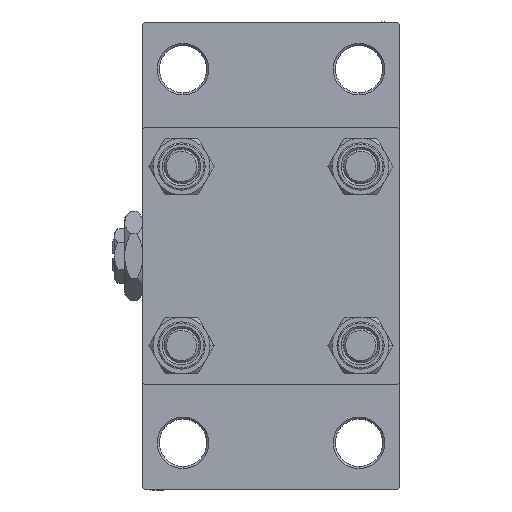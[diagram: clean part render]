
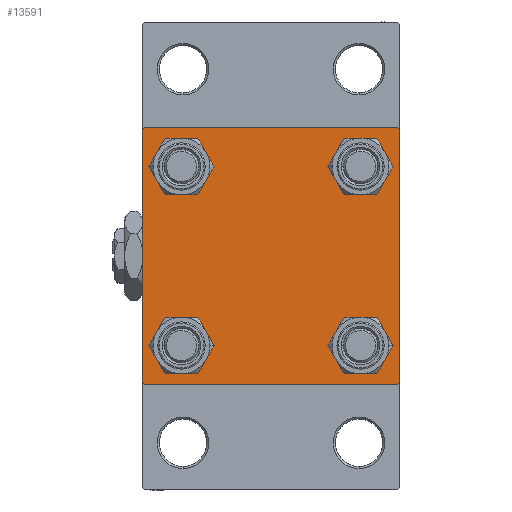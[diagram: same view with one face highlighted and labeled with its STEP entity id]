
A CAD part, left-side view. The second image highlights one B-rep face of the part: STEP entity #13591.
In plain terms, the highlighted planar face has unit normal (-1, 0, 0).
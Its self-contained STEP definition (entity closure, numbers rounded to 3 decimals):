
#192 = DIRECTION ( 'NONE',  ( 0., 0., -1. ) ) ;
#620 = AXIS2_PLACEMENT_3D ( 'NONE', #25921, #45084, #26165 ) ;
#678 = EDGE_CURVE ( 'NONE', #30694, #15773, #17459, .T. ) ;
#919 = EDGE_CURVE ( 'NONE', #44042, #3116, #47015, .T. ) ;
#1207 = VERTEX_POINT ( 'NONE', #22547 ) ;
#2004 = CIRCLE ( 'NONE', #36128, 4.5 ) ;
#2138 = CARTESIAN_POINT ( 'NONE',  ( 0., 29.5, -30. ) ) ;
#2237 = EDGE_LOOP ( 'NONE', ( #49149, #33923 ) ) ;
#2355 = DIRECTION ( 'NONE',  ( 0., 0., 1. ) ) ;
#2556 = VERTEX_POINT ( 'NONE', #23410 ) ;
#2687 = VECTOR ( 'NONE', #40295, 1000. ) ;
#3116 = VERTEX_POINT ( 'NONE', #45950 ) ;
#3234 = VERTEX_POINT ( 'NONE', #10114 ) ;
#3651 = DIRECTION ( 'NONE',  ( 0., 0., 1. ) ) ;
#4900 = VECTOR ( 'NONE', #24237, 1000. ) ;
#5235 = CARTESIAN_POINT ( 'NONE',  ( 0., -20.85, -16.35 ) ) ;
#5510 = CARTESIAN_POINT ( 'NONE',  ( 0., 30., 30. ) ) ;
#5707 = EDGE_CURVE ( 'NONE', #44042, #34836, #15344, .T. ) ;
#5794 = DIRECTION ( 'NONE',  ( 0., -0.707, -0.707 ) ) ;
#6224 = EDGE_CURVE ( 'NONE', #15773, #34836, #28414, .T. ) ;
#6350 = CARTESIAN_POINT ( 'NONE',  ( 0., 30., 30. ) ) ;
#6585 = VECTOR ( 'NONE', #25597, 1000. ) ;
#6600 = FACE_BOUND ( 'NONE', #23286, .T. ) ;
#7048 = VERTEX_POINT ( 'NONE', #26955 ) ;
#7455 = ORIENTED_EDGE ( 'NONE', *, *, #10118, .T. ) ;
#7870 = ORIENTED_EDGE ( 'NONE', *, *, #37415, .F. ) ;
#8139 = CARTESIAN_POINT ( 'NONE',  ( 0., -30., -29.5 ) ) ;
#8488 = CARTESIAN_POINT ( 'NONE',  ( 0., 20.85, -20.85 ) ) ;
#9372 = ORIENTED_EDGE ( 'NONE', *, *, #39441, .T. ) ;
#9695 = DIRECTION ( 'NONE',  ( 0., 0., 1. ) ) ;
#9977 = CARTESIAN_POINT ( 'NONE',  ( 0., -20.85, 25.35 ) ) ;
#10057 = CIRCLE ( 'NONE', #29930, 4.5 ) ;
#10114 = CARTESIAN_POINT ( 'NONE',  ( 0., 20.85, -25.35 ) ) ;
#10118 = EDGE_CURVE ( 'NONE', #2556, #17055, #14859, .T. ) ;
#10294 = CARTESIAN_POINT ( 'NONE',  ( 0., 30., -29.5 ) ) ;
#10318 = FACE_BOUND ( 'NONE', #25907, .T. ) ;
#10568 = DIRECTION ( 'NONE',  ( -1., 0., 0. ) ) ;
#11381 = CARTESIAN_POINT ( 'NONE',  ( 0., -30., 30. ) ) ;
#11516 = ORIENTED_EDGE ( 'NONE', *, *, #6224, .T. ) ;
#11580 = CIRCLE ( 'NONE', #39345, 4.5 ) ;
#11931 = DIRECTION ( 'NONE',  ( 1., 0., 0. ) ) ;
#12111 = ORIENTED_EDGE ( 'NONE', *, *, #26831, .T. ) ;
#12299 = CIRCLE ( 'NONE', #37714, 4.5 ) ;
#12825 = CARTESIAN_POINT ( 'NONE',  ( 0., 29.75, 29.75 ) ) ;
#13269 = DIRECTION ( 'NONE',  ( 0., -0.707, 0.707 ) ) ;
#13591 = ADVANCED_FACE ( 'NONE', ( #10318, #29216, #6600, #48608, #18015 ), #29455, .T. ) ;
#14337 = EDGE_CURVE ( 'NONE', #38305, #35886, #44724, .T. ) ;
#14794 = CARTESIAN_POINT ( 'NONE',  ( 0., 0., 0. ) ) ;
#14859 = LINE ( 'NONE', #12825, #4900 ) ;
#15344 = LINE ( 'NONE', #11381, #32650 ) ;
#15416 = CIRCLE ( 'NONE', #20991, 4.5 ) ;
#15773 = VERTEX_POINT ( 'NONE', #29007 ) ;
#15798 = DIRECTION ( 'NONE',  ( 0., 0., 1. ) ) ;
#16091 = CARTESIAN_POINT ( 'NONE',  ( 0., 30., 29.5 ) ) ;
#16543 = DIRECTION ( 'NONE',  ( 0., 0., -1. ) ) ;
#16813 = EDGE_LOOP ( 'NONE', ( #9372, #33963 ) ) ;
#17055 = VERTEX_POINT ( 'NONE', #16091 ) ;
#17459 = LINE ( 'NONE', #28164, #32770 ) ;
#18015 = FACE_OUTER_BOUND ( 'NONE', #22093, .T. ) ;
#18506 = AXIS2_PLACEMENT_3D ( 'NONE', #14794, #10568, #40894 ) ;
#19238 = DIRECTION ( 'NONE',  ( 0., 0., 1. ) ) ;
#19515 = DIRECTION ( 'NONE',  ( 1., 0., 0. ) ) ;
#20878 = LINE ( 'NONE', #5510, #2687 ) ;
#20991 = AXIS2_PLACEMENT_3D ( 'NONE', #45888, #19515, #15798 ) ;
#22093 = EDGE_LOOP ( 'NONE', ( #48389, #45631, #35087, #11516, #32642, #29762, #7870, #7455 ) ) ;
#22547 = CARTESIAN_POINT ( 'NONE',  ( 0., 20.85, -16.35 ) ) ;
#22662 = EDGE_CURVE ( 'NONE', #1207, #3234, #11580, .T. ) ;
#22960 = CARTESIAN_POINT ( 'NONE',  ( 0., 20.85, 20.85 ) ) ;
#23286 = EDGE_LOOP ( 'NONE', ( #24136, #12111 ) ) ;
#23410 = CARTESIAN_POINT ( 'NONE',  ( 0., 29.5, 30. ) ) ;
#24030 = VERTEX_POINT ( 'NONE', #43794 ) ;
#24106 = CARTESIAN_POINT ( 'NONE',  ( 0., -30., 29.5 ) ) ;
#24136 = ORIENTED_EDGE ( 'NONE', *, *, #22662, .T. ) ;
#24237 = DIRECTION ( 'NONE',  ( 0., 0.707, -0.707 ) ) ;
#24427 = CARTESIAN_POINT ( 'NONE',  ( 0., -29.75, -29.75 ) ) ;
#24711 = LINE ( 'NONE', #6350, #44234 ) ;
#25401 = DIRECTION ( 'NONE',  ( 0., -1., 0. ) ) ;
#25597 = DIRECTION ( 'NONE',  ( 0., 0.707, 0.707 ) ) ;
#25631 = DIRECTION ( 'NONE',  ( 1., 0., 0. ) ) ;
#25907 = EDGE_LOOP ( 'NONE', ( #27717, #42201 ) ) ;
#25921 = CARTESIAN_POINT ( 'NONE',  ( 0., 20.85, -20.85 ) ) ;
#26165 = DIRECTION ( 'NONE',  ( 0., 0., 1. ) ) ;
#26831 = EDGE_CURVE ( 'NONE', #3234, #1207, #33958, .T. ) ;
#26955 = CARTESIAN_POINT ( 'NONE',  ( 0., 20.85, 25.35 ) ) ;
#27717 = ORIENTED_EDGE ( 'NONE', *, *, #14337, .T. ) ;
#28164 = CARTESIAN_POINT ( 'NONE',  ( 0., 30., -30. ) ) ;
#28349 = CIRCLE ( 'NONE', #41862, 4.5 ) ;
#28414 = LINE ( 'NONE', #24427, #30269 ) ;
#28819 = DIRECTION ( 'NONE',  ( 1., 0., 0. ) ) ;
#28870 = CARTESIAN_POINT ( 'NONE',  ( 0., 20.85, 16.35 ) ) ;
#29007 = CARTESIAN_POINT ( 'NONE',  ( 0., -29.5, -30. ) ) ;
#29216 = FACE_BOUND ( 'NONE', #2237, .T. ) ;
#29455 = PLANE ( 'NONE',  #18506 ) ;
#29762 = ORIENTED_EDGE ( 'NONE', *, *, #919, .T. ) ;
#29930 = AXIS2_PLACEMENT_3D ( 'NONE', #22960, #48609, #19238 ) ;
#30269 = VECTOR ( 'NONE', #13269, 1000. ) ;
#30694 = VERTEX_POINT ( 'NONE', #2138 ) ;
#30825 = DIRECTION ( 'NONE',  ( 0., 0., 1. ) ) ;
#32383 = DIRECTION ( 'NONE',  ( 0., 0., 1. ) ) ;
#32437 = CARTESIAN_POINT ( 'NONE',  ( 0., -20.85, 20.85 ) ) ;
#32642 = ORIENTED_EDGE ( 'NONE', *, *, #5707, .F. ) ;
#32650 = VECTOR ( 'NONE', #192, 1000. ) ;
#32770 = VECTOR ( 'NONE', #25401, 1000. ) ;
#32893 = LINE ( 'NONE', #35865, #37846 ) ;
#33923 = ORIENTED_EDGE ( 'NONE', *, *, #40344, .T. ) ;
#33958 = CIRCLE ( 'NONE', #620, 4.5 ) ;
#33963 = ORIENTED_EDGE ( 'NONE', *, *, #48341, .T. ) ;
#34836 = VERTEX_POINT ( 'NONE', #8139 ) ;
#35087 = ORIENTED_EDGE ( 'NONE', *, *, #678, .T. ) ;
#35865 = CARTESIAN_POINT ( 'NONE',  ( 0., 29.75, -29.75 ) ) ;
#35886 = VERTEX_POINT ( 'NONE', #35904 ) ;
#35904 = CARTESIAN_POINT ( 'NONE',  ( 0., -20.85, 16.35 ) ) ;
#36022 = VERTEX_POINT ( 'NONE', #10294 ) ;
#36128 = AXIS2_PLACEMENT_3D ( 'NONE', #44546, #25631, #32383 ) ;
#36406 = DIRECTION ( 'NONE',  ( 1., 0., 0. ) ) ;
#37415 = EDGE_CURVE ( 'NONE', #2556, #3116, #20878, .T. ) ;
#37699 = DIRECTION ( 'NONE',  ( 1., 0., 0. ) ) ;
#37714 = AXIS2_PLACEMENT_3D ( 'NONE', #38181, #37699, #3651 ) ;
#37797 = CARTESIAN_POINT ( 'NONE',  ( 0., -29.75, 29.75 ) ) ;
#37846 = VECTOR ( 'NONE', #5794, 1000. ) ;
#38181 = CARTESIAN_POINT ( 'NONE',  ( 0., -20.85, -20.85 ) ) ;
#38305 = VERTEX_POINT ( 'NONE', #9977 ) ;
#39345 = AXIS2_PLACEMENT_3D ( 'NONE', #8488, #28819, #9695 ) ;
#39441 = EDGE_CURVE ( 'NONE', #7048, #39963, #15416, .T. ) ;
#39963 = VERTEX_POINT ( 'NONE', #28870 ) ;
#40295 = DIRECTION ( 'NONE',  ( 0., -1., 0. ) ) ;
#40344 = EDGE_CURVE ( 'NONE', #24030, #43019, #12299, .T. ) ;
#40873 = EDGE_CURVE ( 'NONE', #35886, #38305, #2004, .T. ) ;
#40894 = DIRECTION ( 'NONE',  ( 0., 0., 1. ) ) ;
#41862 = AXIS2_PLACEMENT_3D ( 'NONE', #45986, #11931, #30825 ) ;
#42201 = ORIENTED_EDGE ( 'NONE', *, *, #40873, .T. ) ;
#43019 = VERTEX_POINT ( 'NONE', #5235 ) ;
#43794 = CARTESIAN_POINT ( 'NONE',  ( 0., -20.85, -25.35 ) ) ;
#43924 = AXIS2_PLACEMENT_3D ( 'NONE', #32437, #36406, #2355 ) ;
#44042 = VERTEX_POINT ( 'NONE', #24106 ) ;
#44234 = VECTOR ( 'NONE', #16543, 1000. ) ;
#44546 = CARTESIAN_POINT ( 'NONE',  ( 0., -20.85, 20.85 ) ) ;
#44581 = EDGE_CURVE ( 'NONE', #17055, #36022, #24711, .T. ) ;
#44724 = CIRCLE ( 'NONE', #43924, 4.5 ) ;
#45084 = DIRECTION ( 'NONE',  ( 1., 0., 0. ) ) ;
#45631 = ORIENTED_EDGE ( 'NONE', *, *, #48492, .T. ) ;
#45888 = CARTESIAN_POINT ( 'NONE',  ( 0., 20.85, 20.85 ) ) ;
#45950 = CARTESIAN_POINT ( 'NONE',  ( 0., -29.5, 30. ) ) ;
#45986 = CARTESIAN_POINT ( 'NONE',  ( 0., -20.85, -20.85 ) ) ;
#47015 = LINE ( 'NONE', #37797, #6585 ) ;
#48341 = EDGE_CURVE ( 'NONE', #39963, #7048, #10057, .T. ) ;
#48389 = ORIENTED_EDGE ( 'NONE', *, *, #44581, .T. ) ;
#48492 = EDGE_CURVE ( 'NONE', #36022, #30694, #32893, .T. ) ;
#48608 = FACE_BOUND ( 'NONE', #16813, .T. ) ;
#48609 = DIRECTION ( 'NONE',  ( 1., 0., 0. ) ) ;
#48892 = EDGE_CURVE ( 'NONE', #43019, #24030, #28349, .T. ) ;
#49149 = ORIENTED_EDGE ( 'NONE', *, *, #48892, .T. ) ;
